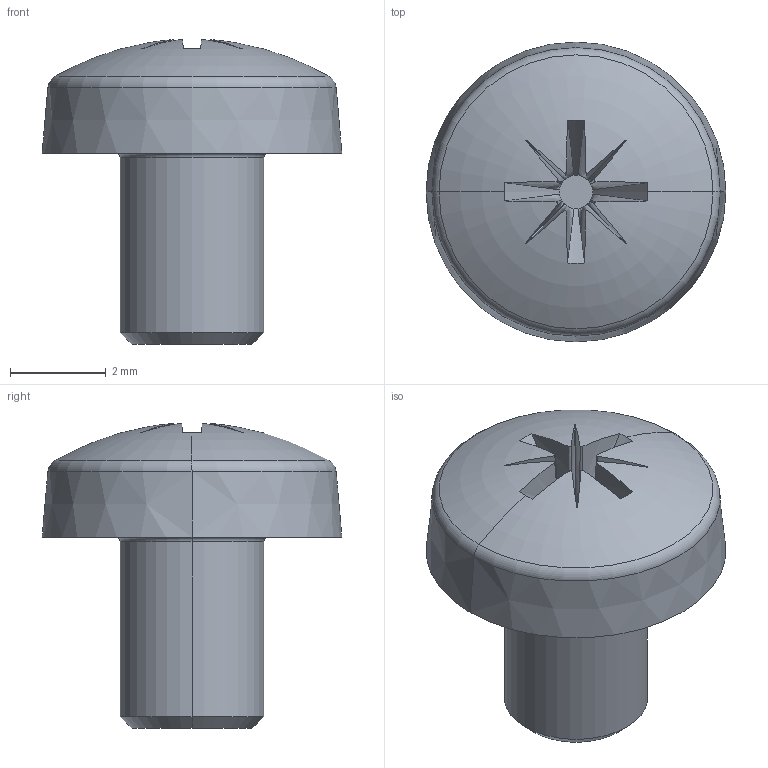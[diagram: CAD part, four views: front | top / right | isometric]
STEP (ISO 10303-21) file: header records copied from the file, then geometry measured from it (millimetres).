
FILE_DESCRIPTION (( 'STEP AP214' ), '1' );
FILE_NAME ('TR Fastenings Ltd-M3X4mm.STEP', '2019-01-03T16:02:38', ( '' ), ( '' ), 'SwSTEP 2.0', 'SolidWorks 2018', '' );
FILE_SCHEMA (( 'AUTOMOTIVE_DESIGN' ));
Length unit declared in the file: millimetre
Products named in the file (1): TR Fastenings Ltd-M3X4mm
Bounding box: 6.27 x 6.27 x 6.37 mm (x, y, z)
Volume: 82.9 mm3; surface area: 141.2 mm2
Topology: 1 solids, 1 shells, 43 faces, 112 edges, 72 vertices
Faces by surface type: bspline 28, torus 6, cone 4, plane 3, cylinder 2
Entity records: 1948 total; most frequent: CARTESIAN_POINT 934, ORIENTED_EDGE 224, DIRECTION 162, EDGE_CURVE 112, VERTEX_POINT 72, AXIS2_PLACEMENT_3D 64, CIRCLE 48, EDGE_LOOP 44
